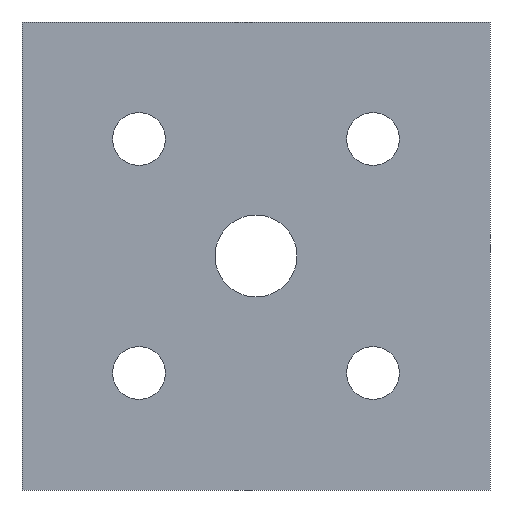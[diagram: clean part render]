
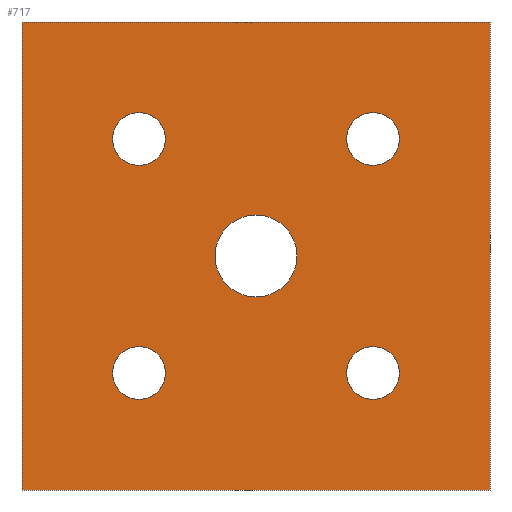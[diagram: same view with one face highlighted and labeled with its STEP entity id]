
A CAD part, front view. The second image highlights one B-rep face of the part: STEP entity #717.
In plain terms, the highlighted planar face has unit normal (0, -1, 0).
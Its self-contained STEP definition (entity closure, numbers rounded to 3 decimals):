
#10 = CARTESIAN_POINT ( 'NONE',  ( 20., 0., -20. ) ) ;
#11 = CIRCLE ( 'NONE', #193, 4.5 ) ;
#16 = ORIENTED_EDGE ( 'NONE', *, *, #631, .T. ) ;
#17 = EDGE_CURVE ( 'NONE', #682, #521, #791, .T. ) ;
#24 = ORIENTED_EDGE ( 'NONE', *, *, #853, .T. ) ;
#28 = ORIENTED_EDGE ( 'NONE', *, *, #638, .F. ) ;
#30 = LINE ( 'NONE', #608, #320 ) ;
#63 = CIRCLE ( 'NONE', #470, 4.5 ) ;
#74 = DIRECTION ( 'NONE',  ( 0., 1., 0. ) ) ;
#79 = VERTEX_POINT ( 'NONE', #474 ) ;
#90 = CARTESIAN_POINT ( 'NONE',  ( 40., 0., 40. ) ) ;
#91 = EDGE_CURVE ( 'NONE', #232, #550, #508, .T. ) ;
#104 = EDGE_LOOP ( 'NONE', ( #28, #817 ) ) ;
#109 = VECTOR ( 'NONE', #677, 1000. ) ;
#111 = VERTEX_POINT ( 'NONE', #367 ) ;
#115 = DIRECTION ( 'NONE',  ( 0., -1., 0. ) ) ;
#118 = PLANE ( 'NONE',  #856 ) ;
#122 = CARTESIAN_POINT ( 'NONE',  ( 20., 0., 24.5 ) ) ;
#126 = DIRECTION ( 'NONE',  ( 0., 0., 1. ) ) ;
#149 = DIRECTION ( 'NONE',  ( 0., 1., 0. ) ) ;
#160 = CARTESIAN_POINT ( 'NONE',  ( -20., 0., -24.5 ) ) ;
#162 = CIRCLE ( 'NONE', #181, 7. ) ;
#165 = ORIENTED_EDGE ( 'NONE', *, *, #766, .F. ) ;
#176 = EDGE_CURVE ( 'NONE', #111, #335, #11, .T. ) ;
#181 = AXIS2_PLACEMENT_3D ( 'NONE', #242, #535, #624 ) ;
#187 = VERTEX_POINT ( 'NONE', #704 ) ;
#193 = AXIS2_PLACEMENT_3D ( 'NONE', #10, #211, #655 ) ;
#196 = CARTESIAN_POINT ( 'NONE',  ( -20., 0., 15.5 ) ) ;
#211 = DIRECTION ( 'NONE',  ( 0., 1., 0. ) ) ;
#232 = VERTEX_POINT ( 'NONE', #852 ) ;
#242 = CARTESIAN_POINT ( 'NONE',  ( 0., 0., 0. ) ) ;
#248 = EDGE_CURVE ( 'NONE', #335, #111, #557, .T. ) ;
#258 = CARTESIAN_POINT ( 'NONE',  ( -20., 0., 24.5 ) ) ;
#265 = ORIENTED_EDGE ( 'NONE', *, *, #388, .T. ) ;
#269 = AXIS2_PLACEMENT_3D ( 'NONE', #571, #74, #849 ) ;
#300 = ORIENTED_EDGE ( 'NONE', *, *, #561, .F. ) ;
#306 = ORIENTED_EDGE ( 'NONE', *, *, #513, .F. ) ;
#308 = ORIENTED_EDGE ( 'NONE', *, *, #17, .T. ) ;
#318 = EDGE_LOOP ( 'NONE', ( #300, #165, #658, #306 ) ) ;
#320 = VECTOR ( 'NONE', #395, 1000. ) ;
#322 = DIRECTION ( 'NONE',  ( 0., 0., -1. ) ) ;
#332 = EDGE_CURVE ( 'NONE', #187, #525, #342, .T. ) ;
#334 = FACE_BOUND ( 'NONE', #819, .T. ) ;
#335 = VERTEX_POINT ( 'NONE', #350 ) ;
#336 = DIRECTION ( 'NONE',  ( 0., 1., 0. ) ) ;
#342 = CIRCLE ( 'NONE', #668, 4.5 ) ;
#350 = CARTESIAN_POINT ( 'NONE',  ( 20., 0., -24.5 ) ) ;
#359 = LINE ( 'NONE', #708, #833 ) ;
#367 = CARTESIAN_POINT ( 'NONE',  ( 20., 0., -15.5 ) ) ;
#370 = VERTEX_POINT ( 'NONE', #716 ) ;
#371 = DIRECTION ( 'NONE',  ( 0., 1., 0. ) ) ;
#376 = AXIS2_PLACEMENT_3D ( 'NONE', #770, #485, #549 ) ;
#388 = EDGE_CURVE ( 'NONE', #865, #686, #769, .T. ) ;
#390 = CARTESIAN_POINT ( 'NONE',  ( 20., 0., 15.5 ) ) ;
#391 = FACE_BOUND ( 'NONE', #726, .T. ) ;
#394 = EDGE_LOOP ( 'NONE', ( #308, #404 ) ) ;
#395 = DIRECTION ( 'NONE',  ( -1., 0., 0. ) ) ;
#399 = DIRECTION ( 'NONE',  ( 0., 1., 0. ) ) ;
#404 = ORIENTED_EDGE ( 'NONE', *, *, #666, .T. ) ;
#408 = DIRECTION ( 'NONE',  ( 0., -1., 0. ) ) ;
#409 = ORIENTED_EDGE ( 'NONE', *, *, #248, .T. ) ;
#431 = DIRECTION ( 'NONE',  ( 0., 0., 1. ) ) ;
#432 = DIRECTION ( 'NONE',  ( 0., 0., 1. ) ) ;
#444 = VERTEX_POINT ( 'NONE', #880 ) ;
#455 = DIRECTION ( 'NONE',  ( 0., 1., 0. ) ) ;
#470 = AXIS2_PLACEMENT_3D ( 'NONE', #753, #455, #840 ) ;
#474 = CARTESIAN_POINT ( 'NONE',  ( 0., 0., -7. ) ) ;
#475 = FACE_BOUND ( 'NONE', #553, .T. ) ;
#477 = FACE_BOUND ( 'NONE', #104, .T. ) ;
#485 = DIRECTION ( 'NONE',  ( 0., 1., 0. ) ) ;
#496 = DIRECTION ( 'NONE',  ( 1., 0., 0. ) ) ;
#497 = DIRECTION ( 'NONE',  ( 0., 0., 1. ) ) ;
#508 = LINE ( 'NONE', #800, #787 ) ;
#513 = EDGE_CURVE ( 'NONE', #444, #232, #30, .T. ) ;
#521 = VERTEX_POINT ( 'NONE', #390 ) ;
#525 = VERTEX_POINT ( 'NONE', #160 ) ;
#535 = DIRECTION ( 'NONE',  ( 0., -1., 0. ) ) ;
#549 = DIRECTION ( 'NONE',  ( 0., 0., 1. ) ) ;
#550 = VERTEX_POINT ( 'NONE', #904 ) ;
#553 = EDGE_LOOP ( 'NONE', ( #16, #265 ) ) ;
#555 = CARTESIAN_POINT ( 'NONE',  ( 20., 0., -20. ) ) ;
#557 = CIRCLE ( 'NONE', #567, 4.5 ) ;
#561 = EDGE_CURVE ( 'NONE', #370, #444, #888, .T. ) ;
#567 = AXIS2_PLACEMENT_3D ( 'NONE', #555, #336, #126 ) ;
#571 = CARTESIAN_POINT ( 'NONE',  ( -20., 0., -20. ) ) ;
#583 = CARTESIAN_POINT ( 'NONE',  ( -20., 0., -20. ) ) ;
#608 = CARTESIAN_POINT ( 'NONE',  ( -40., 0., -40. ) ) ;
#609 = CARTESIAN_POINT ( 'NONE',  ( 0., 0., 0. ) ) ;
#616 = EDGE_CURVE ( 'NONE', #79, #811, #633, .T. ) ;
#619 = AXIS2_PLACEMENT_3D ( 'NONE', #866, #149, #431 ) ;
#624 = DIRECTION ( 'NONE',  ( 0., 0., -1. ) ) ;
#628 = CARTESIAN_POINT ( 'NONE',  ( 0., 0., 0. ) ) ;
#631 = EDGE_CURVE ( 'NONE', #686, #865, #63, .T. ) ;
#632 = FACE_OUTER_BOUND ( 'NONE', #318, .T. ) ;
#633 = CIRCLE ( 'NONE', #761, 7. ) ;
#638 = EDGE_CURVE ( 'NONE', #811, #79, #162, .T. ) ;
#655 = DIRECTION ( 'NONE',  ( 0., 0., 1. ) ) ;
#658 = ORIENTED_EDGE ( 'NONE', *, *, #91, .F. ) ;
#666 = EDGE_CURVE ( 'NONE', #521, #682, #698, .T. ) ;
#668 = AXIS2_PLACEMENT_3D ( 'NONE', #583, #371, #497 ) ;
#677 = DIRECTION ( 'NONE',  ( 0., 0., -1. ) ) ;
#680 = ORIENTED_EDGE ( 'NONE', *, *, #332, .T. ) ;
#682 = VERTEX_POINT ( 'NONE', #122 ) ;
#686 = VERTEX_POINT ( 'NONE', #258 ) ;
#689 = CARTESIAN_POINT ( 'NONE',  ( 20., 0., 20. ) ) ;
#695 = DIRECTION ( 'NONE',  ( 0., 0., 1. ) ) ;
#698 = CIRCLE ( 'NONE', #376, 4.5 ) ;
#701 = AXIS2_PLACEMENT_3D ( 'NONE', #689, #399, #695 ) ;
#704 = CARTESIAN_POINT ( 'NONE',  ( -20., 0., -15.5 ) ) ;
#708 = CARTESIAN_POINT ( 'NONE',  ( -40., 0., 40. ) ) ;
#716 = CARTESIAN_POINT ( 'NONE',  ( 40., 0., 40. ) ) ;
#717 = ADVANCED_FACE ( 'NONE', ( #475, #895, #391, #334, #477, #632 ), #118, .T. ) ;
#726 = EDGE_LOOP ( 'NONE', ( #893, #409 ) ) ;
#753 = CARTESIAN_POINT ( 'NONE',  ( -20., 0., 20. ) ) ;
#761 = AXIS2_PLACEMENT_3D ( 'NONE', #628, #115, #767 ) ;
#766 = EDGE_CURVE ( 'NONE', #550, #370, #359, .T. ) ;
#767 = DIRECTION ( 'NONE',  ( 0., 0., -1. ) ) ;
#769 = CIRCLE ( 'NONE', #619, 4.5 ) ;
#770 = CARTESIAN_POINT ( 'NONE',  ( 20., 0., 20. ) ) ;
#774 = CIRCLE ( 'NONE', #269, 4.5 ) ;
#787 = VECTOR ( 'NONE', #432, 1000. ) ;
#791 = CIRCLE ( 'NONE', #701, 4.5 ) ;
#800 = CARTESIAN_POINT ( 'NONE',  ( -40., 0., 40. ) ) ;
#811 = VERTEX_POINT ( 'NONE', #927 ) ;
#817 = ORIENTED_EDGE ( 'NONE', *, *, #616, .F. ) ;
#819 = EDGE_LOOP ( 'NONE', ( #680, #24 ) ) ;
#833 = VECTOR ( 'NONE', #496, 1000. ) ;
#840 = DIRECTION ( 'NONE',  ( 0., 0., 1. ) ) ;
#849 = DIRECTION ( 'NONE',  ( 0., 0., 1. ) ) ;
#852 = CARTESIAN_POINT ( 'NONE',  ( -40., 0., -40. ) ) ;
#853 = EDGE_CURVE ( 'NONE', #525, #187, #774, .T. ) ;
#856 = AXIS2_PLACEMENT_3D ( 'NONE', #609, #408, #322 ) ;
#865 = VERTEX_POINT ( 'NONE', #196 ) ;
#866 = CARTESIAN_POINT ( 'NONE',  ( -20., 0., 20. ) ) ;
#880 = CARTESIAN_POINT ( 'NONE',  ( 40., 0., -40. ) ) ;
#888 = LINE ( 'NONE', #90, #109 ) ;
#893 = ORIENTED_EDGE ( 'NONE', *, *, #176, .T. ) ;
#895 = FACE_BOUND ( 'NONE', #394, .T. ) ;
#904 = CARTESIAN_POINT ( 'NONE',  ( -40., 0., 40. ) ) ;
#927 = CARTESIAN_POINT ( 'NONE',  ( 0., 0., 7. ) ) ;
